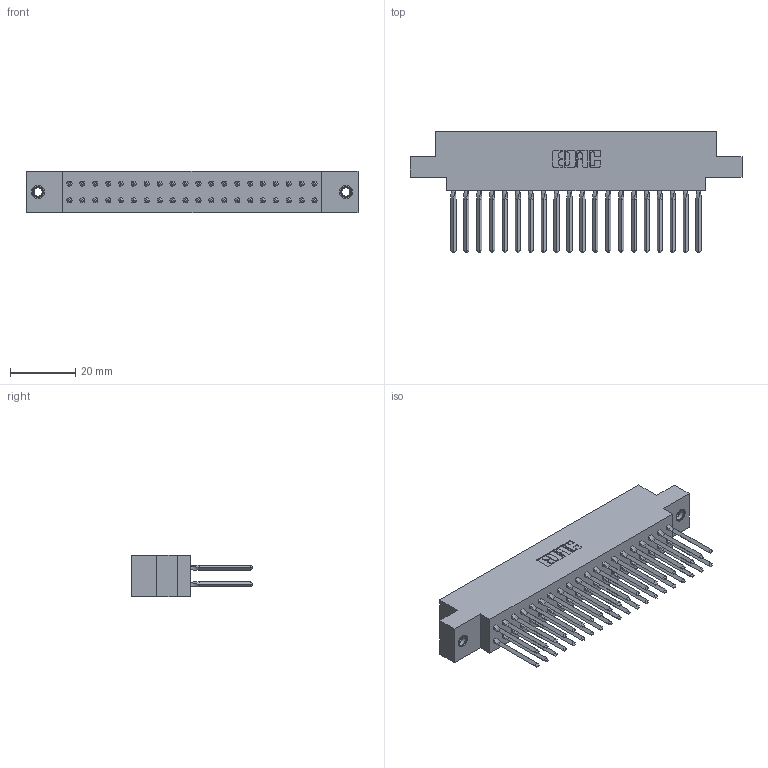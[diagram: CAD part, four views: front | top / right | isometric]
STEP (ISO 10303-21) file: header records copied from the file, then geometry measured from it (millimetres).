
FILE_DESCRIPTION (( 'STEP AP203' ), '1' );
FILE_NAME ('317-040-540-807.STEP', '2020-02-28T00:29:15', ( '' ), ( '' ), 'SwSTEP 2.0', 'SolidWorks 2016', '' );
FILE_SCHEMA (( 'CONFIG_CONTROL_DESIGN' ));
Length unit declared in the file: inch
Products named in the file (4): 317-290-001_540; 345-250-001_345-250-005-103; 317-040-540-807; 317 Part_.156 Dia - TI
Assembly tree (43 placements, depth 2):
  317-040-540-807
    317 Part_.156 Dia - TI
    317-290-001_540  x40
    345-250-001_345-250-005-103  x2
Bounding box: 101.96 x 37.34 x 12.7 mm (x, y, z)
Volume: 16354 mm3; surface area: 23588.1 mm2
Topology: 43 solids, 43 shells, 3722 faces, 10291 edges, 6626 vertices
Faces by surface type: plane 3010, cylinder 536, bspline 160, cone 12, torus 4
Entity records: 33165 total; most frequent: CARTESIAN_POINT 6170, ORIENTED_EDGE 5662, DIRECTION 4767, EDGE_CURVE 2831, LINE 2555, VECTOR 2555, VERTEX_POINT 1877, AXIS2_PLACEMENT_3D 1106
